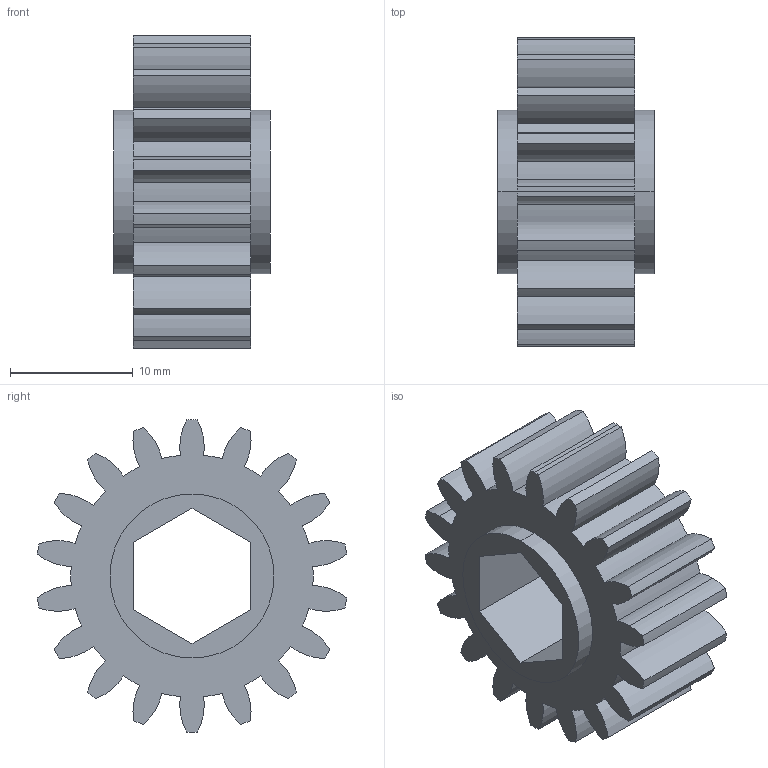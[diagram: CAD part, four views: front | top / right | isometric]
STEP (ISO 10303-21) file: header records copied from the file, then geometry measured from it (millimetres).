
FILE_DESCRIPTION (( 'STEP AP214' ), '1' );
FILE_NAME ('am-3534 18T 20DP 375hex 375 FW.STEP', '2016-11-30T20:41:47', ( '' ), ( '' ), 'SwSTEP 2.0', 'SolidWorks 2014', '' );
FILE_SCHEMA (( 'AUTOMOTIVE_DESIGN' ));
Length unit declared in the file: inch
Products named in the file (1): am-3534 18T 20DP 375hex 375 FW
Bounding box: 12.7 x 25.15 x 25.4 mm (x, y, z)
Volume: 3186.7 mm3; surface area: 2612.6 mm2
Topology: 1 solids, 1 shells, 89 faces, 255 edges, 170 vertices
Faces by surface type: cylinder 79, plane 10
Entity records: 3051 total; most frequent: DIRECTION 593, CARTESIAN_POINT 515, ORIENTED_EDGE 510, EDGE_CURVE 255, AXIS2_PLACEMENT_3D 248, VERTEX_POINT 170, CIRCLE 158, VECTOR 97
